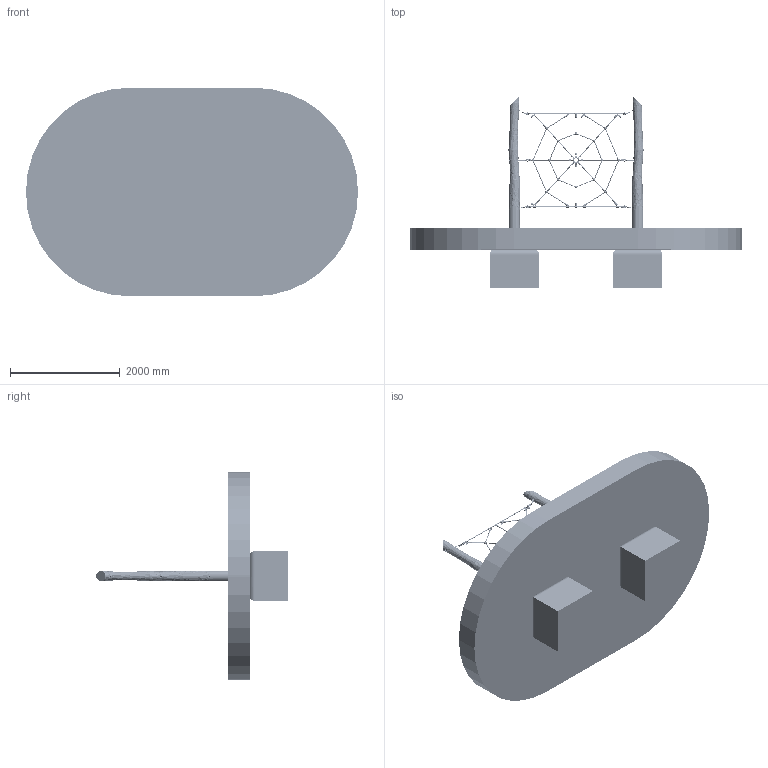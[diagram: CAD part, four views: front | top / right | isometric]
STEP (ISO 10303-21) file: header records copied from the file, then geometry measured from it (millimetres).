
FILE_DESCRIPTION (( 'STEP AP203' ), '1' );
FILE_NAME ('_Spinnennetz 4591-30-8-R_.STEP', '2017-08-04T06:14:04', ( '' ), ( '' ), 'SwSTEP 2.0', 'SolidWorks 2016', '' );
FILE_SCHEMA (( 'CONFIG_CONTROL_DESIGN' ));
Length unit declared in the file: millimetre
Products named in the file (23): flat countersunk trim head tapping screw_ai_FLATCKTT 0.216-14-type I-AB-1.625-N; Seil oben und unten 4591-30-8-R_Standard<Wie bearbeitet>; Sicherheitsbereich 4591-30-8-R; zusätzliches Bew. T-Stück ; Bew. TStück Quer; Ring 10 x 100_Standard<Wie bearbeitet>; Sicherung (3) von 6er Kettenglied; Bew. T-Stück Längsträger; 457-01 - Kunststoff Kausche rot; _Spinnennetz 4591-30-8-R_; Sicherung von zusätzliches Bew. T-Stück; 457-06 - Kunststoff Kausche gr黱; Netzzeichnung 4591-30-8-R; 55-02-08 - Schäkel M8 geschweift; Hintere Scheibe; 70-02 - T-Stück fest; Fundamente 4591-30-8-R Origianl; Vordere Scheibe; Knotenkugel-ohne; Robieniepfosten_4591-30-8-R; flat countersunk trim head tapping screw_ai_FLATCKTT 0.19-16-type I-AB-1.375-N; Netzwerk 4591-30-8-R_Standard<Wie bearbeitet>; Sicherheitslache 4591-30-8-R - Origianl
Assembly tree (180 placements, depth 4):
  _Spinnennetz 4591-30-8-R_
    Fundamente 4591-30-8-R Origianl
    Robieniepfosten_4591-30-8-R  x2
    Sicherheitslache 4591-30-8-R - Origianl  x4
    Sicherheitsbereich 4591-30-8-R
    Netzzeichnung 4591-30-8-R
      Ring 10 x 100_Standard<Wie bearbeitet>
      457-01 - Kunststoff Kausche rot  x4
      457-06 - Kunststoff Kausche gr黱  x10
      55-02-08 - Schäkel M8 geschweift  x6
      70-02 - T-Stück fest  x2
      Knotenkugel-ohne  x12
      Netzwerk 4591-30-8-R_Standard<Wie bearbeitet>
      Seil oben und unten 4591-30-8-R_Standard<Wie bearbeitet>  x2
      Sicherung von zusätzliches Bew. T-Stück  x8
        Bew. TStück Quer
        Bew. T-Stück Längsträger
    Hintere Scheibe  x7
    Vordere Scheibe  x7
    flat countersunk trim head tapping screw_ai_FLATCKTT 0.19-16-type I-AB-1.375-N  x8
    flat countersunk trim head tapping screw_ai_FLATCKTT 0.216-14-type I-AB-1.625-N  x22
    Sicherung von zusätzliches Bew. T-Stück  x6
      Bew. TStück Quer
      Bew. T-Stück Längsträger
    zusätzliches Bew. T-Stück   x2
      Bew. TStück Quer
      Bew. T-Stück Längsträger
    Sicherung (3) von 6er Kettenglied  x67
    Knotenkugel-ohne  x2
Bounding box: 6050 x 3502.71 x 3800 mm (x, y, z)
Volume: 9426387740.6 mm3; surface area: 65002106.8 mm2
Topology: 263 solids, 263 shells, 9478 faces, 24156 edges, 14904 vertices
Faces by surface type: plane 4250, cylinder 2738, torus 1342, bspline 576, cone 536, sphere 36
Entity records: 50041 total; most frequent: CARTESIAN_POINT 18551, ORIENTED_EDGE 5182, DIRECTION 5163, EDGE_CURVE 2591, AXIS2_PLACEMENT_3D 1960, VERTEX_POINT 1629, VECTOR 1243, LINE 1243
